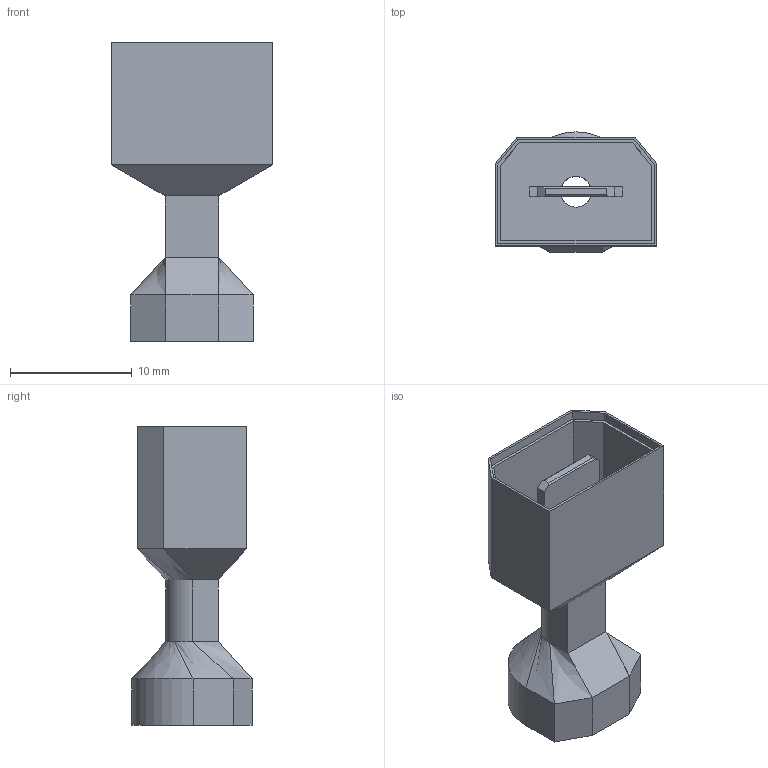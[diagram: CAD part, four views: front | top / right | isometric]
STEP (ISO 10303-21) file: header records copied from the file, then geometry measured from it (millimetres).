
FILE_DESCRIPTION(/* description */ ('Ultra Fast, 12-10 AWG, .032 x .250 mating tab'),/* implementation_level */ '2;1');
FILE_NAME(/* name */ 'QuickDisconnect_Tyco_4-521098-2.ipt.step',/* time_stamp */ '2014-01-01T17:34:48-08:00',/* author */ ('Autodesk Inc.'),/* organization */ ('Autodesk Inc.'),/* preprocessor_version */ 'ST-DEVELOPER v15.2',/* originating_system */ 'Autodesk Inventor 2014',/* authorisation */ '');
FILE_SCHEMA (('AUTOMOTIVE_DESIGN { 1 0 10303 214 3 1 1 }'));
Length unit declared in the file: millimetre
Products named in the file (1): QuickDisconnect_Tyco_4-521098-2
Bounding box: 13.26 x 9.86 x 24.51 mm (x, y, z)
Volume: 584.7 mm3; surface area: 1748.4 mm2
Topology: 1 solids, 1 shells, 62 faces, 154 edges, 95 vertices
Faces by surface type: plane 49, bspline 8, cylinder 4, cone 1
Full cylindrical faces by diameter (mm): 2.54 x1, 8.13 x1
Entity records: 2040 total; most frequent: CARTESIAN_POINT 555, ORIENTED_EDGE 300, DIRECTION 276, EDGE_CURVE 150, LINE 134, VECTOR 134, VERTEX_POINT 94, AXIS2_PLACEMENT_3D 71
